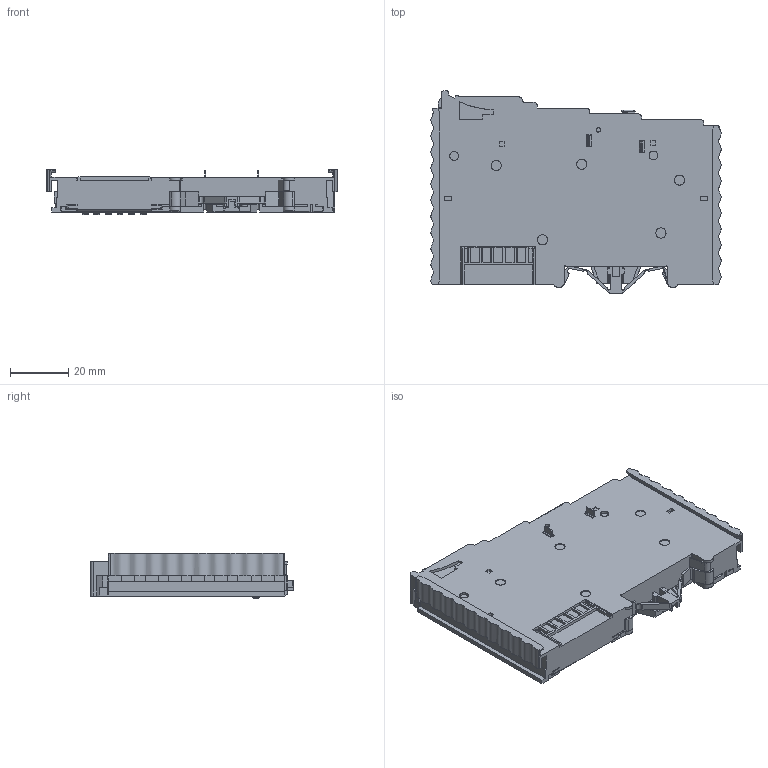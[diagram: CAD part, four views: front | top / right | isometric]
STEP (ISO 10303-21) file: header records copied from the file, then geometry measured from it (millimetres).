
FILE_DESCRIPTION (( 'STEP AP203' ), '1' );
FILE_NAME ('PLC-250-EMD-0016P-0DC.STEP', '2025-07-14T12:07:13', ( '' ), ( '' ), 'SwSTEP 2.0', 'SolidWorks 2022', '' );
FILE_SCHEMA (( 'CONFIG_CONTROL_DESIGN' ));
Products named in the file (1): PLC-250-EMD-0016P-0DC
Bounding box: 100 x 69.8 x 15.76 mm (x, y, z)
Surface area: 35156.5 mm2 (no closed solid volume)
Topology: 0 solids, 16 shells, 3266 faces, 9588 edges, 6289 vertices
Faces by surface type: plane 2076, cylinder 909, cone 188, torus 55, bspline 28, sphere 10
Entity records: 129398 total; most frequent: CARTESIAN_POINT 61422, ORIENTED_EDGE 19100, EDGE_CURVE 9575, B_SPLINE_CURVE_WITH_KNOTS 9462, DIRECTION 6590, VERTEX_POINT 6289, EDGE_LOOP 3463, ADVANCED_FACE 3266
